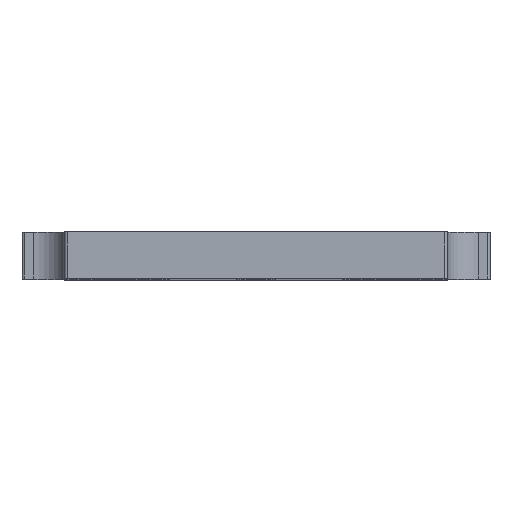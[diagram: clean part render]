
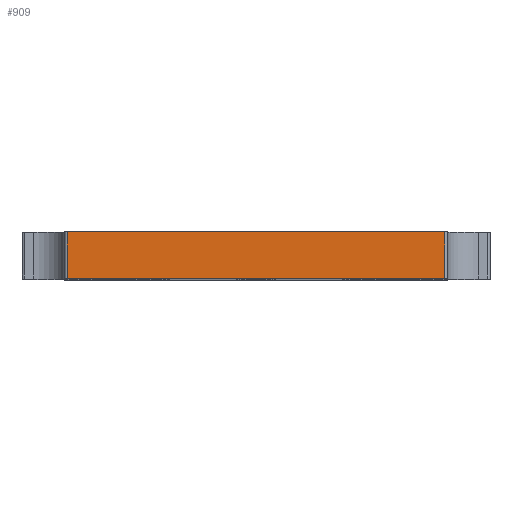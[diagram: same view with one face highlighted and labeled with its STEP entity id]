
A CAD part, top view. The second image highlights one B-rep face of the part: STEP entity #909.
In plain terms, the highlighted planar face has unit normal (0, 0, 1).
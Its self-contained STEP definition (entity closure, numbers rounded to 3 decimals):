
#232=ORIENTED_EDGE('',*,*,#402,.F.);
#233=ORIENTED_EDGE('',*,*,#454,.T.);
#234=ORIENTED_EDGE('',*,*,#432,.T.);
#235=ORIENTED_EDGE('',*,*,#455,.T.);
#402=EDGE_CURVE('',#516,#517,#580,.T.);
#432=EDGE_CURVE('',#547,#546,#585,.T.);
#454=EDGE_CURVE('',#516,#547,#598,.F.);
#455=EDGE_CURVE('',#546,#517,#599,.T.);
#516=VERTEX_POINT('',#1463);
#517=VERTEX_POINT('',#1465);
#546=VERTEX_POINT('',#1524);
#547=VERTEX_POINT('',#1526);
#580=LINE('',#1464,#628);
#585=LINE('',#1525,#633);
#598=LINE('',#1564,#646);
#599=LINE('',#1565,#647);
#628=VECTOR('',#1167,1000.);
#633=VECTOR('',#1224,1000.);
#646=VECTOR('',#1263,1000.);
#647=VECTOR('',#1264,1000.);
#707=EDGE_LOOP('',(#232,#233,#234,#235));
#821=FACE_BOUND('',#707,.T.);
#895=PLANE('',#1036);
#909=ADVANCED_FACE('',(#821),#895,.F.);
#1036=AXIS2_PLACEMENT_3D('',#1563,#1261,#1262);
#1167=DIRECTION('',(1.,0.,0.));
#1224=DIRECTION('',(1.,0.,0.));
#1261=DIRECTION('',(0.,0.,-1.));
#1262=DIRECTION('',(-1.,0.,0.));
#1263=DIRECTION('',(0.,1.,0.));
#1264=DIRECTION('',(0.,1.,0.));
#1463=CARTESIAN_POINT('',(-24.2,6.,60.));
#1464=CARTESIAN_POINT('',(-40.,6.,60.));
#1465=CARTESIAN_POINT('',(24.2,6.,60.));
#1524=CARTESIAN_POINT('',(24.2,0.,60.));
#1525=CARTESIAN_POINT('',(-40.,0.,60.));
#1526=CARTESIAN_POINT('',(-24.2,0.,60.));
#1563=CARTESIAN_POINT('',(-40.,8.,60.));
#1564=CARTESIAN_POINT('',(-24.2,8.,60.));
#1565=CARTESIAN_POINT('',(24.2,8.,60.));
